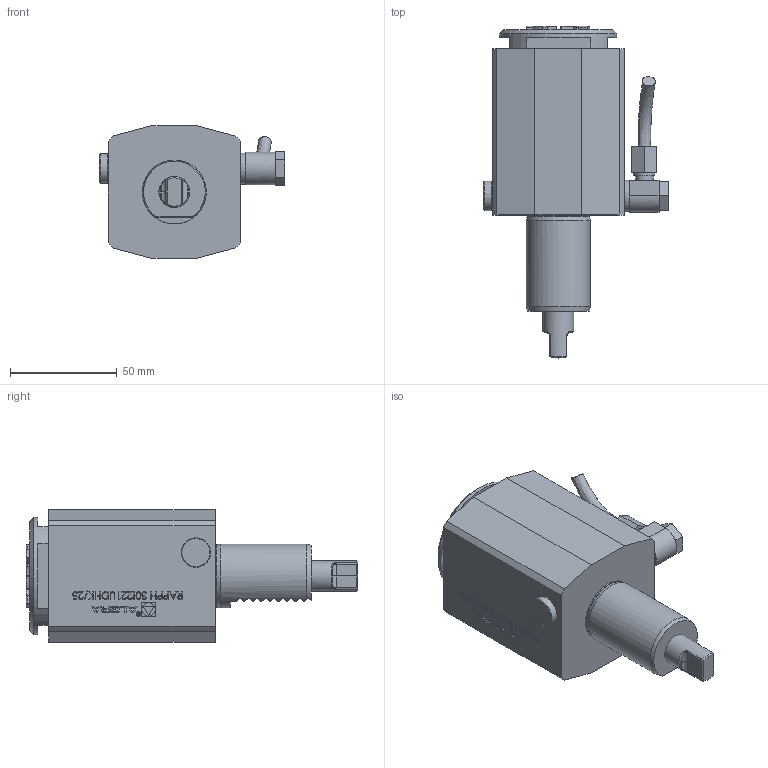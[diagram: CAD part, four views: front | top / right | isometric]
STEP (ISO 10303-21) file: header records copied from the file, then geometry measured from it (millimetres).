
FILE_DESCRIPTION (( 'STEP AP214' ), '1' );
FILE_NAME ('RAPPH30I221UDHK25.STEP', '2025-07-11T13:19:23', ( '' ), ( '' ), 'SwSTEP 2.0', 'SolidWorks 2023', '' );
FILE_SCHEMA (( 'AUTOMOTIVE_DESIGN' ));
Length unit declared in the file: millimetre
Products named in the file (1): RAPPH30I221UDHK25
Bounding box: 86.85 x 155.65 x 62 mm (x, y, z)
Volume: 341902.1 mm3; surface area: 35264.8 mm2
Topology: 1 solids, 1 shells, 538 faces, 1399 edges, 922 vertices
Faces by surface type: plane 343, bspline 103, cylinder 80, cone 10, torus 2
Full cylindrical faces by diameter (mm): 1.7 x1, 2.1 x1, 6.366 x1, 8.2 x1, 9.8 x1, 12 x1, 13.8 x1, 14.5 x2, 29.1 x1, 30 x1, 55 x1
Entity records: 26460 total; most frequent: CARTESIAN_POINT 10452, ORIENTED_EDGE 2744, DIRECTION 2115, EDGE_CURVE 1372, VECTOR 925, LINE 925, VERTEX_POINT 915, EDGE_LOOP 617
